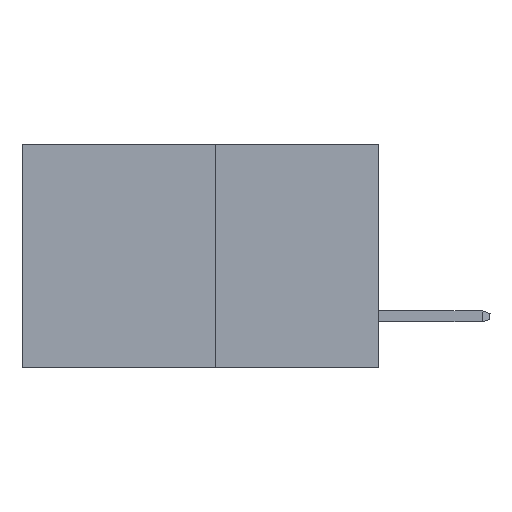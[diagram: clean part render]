
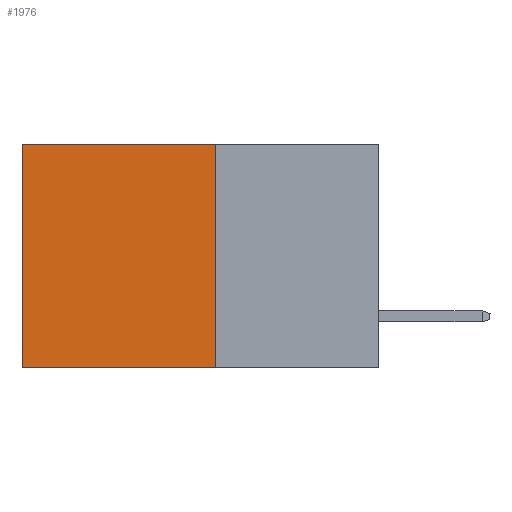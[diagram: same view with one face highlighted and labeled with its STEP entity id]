
A CAD part, left-side view. The second image highlights one B-rep face of the part: STEP entity #1976.
In plain terms, the highlighted planar face has unit normal (-1, 0, 0).
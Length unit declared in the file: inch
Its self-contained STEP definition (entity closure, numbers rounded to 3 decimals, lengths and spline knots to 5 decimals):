
#122 = DIRECTION ( 'NONE',  ( 0., 0., -1. ) ) ;
#164 = EDGE_CURVE ( 'NONE', #3842, #3067, #738, .T. ) ;
#326 = VERTEX_POINT ( 'NONE', #2485 ) ;
#738 = LINE ( 'NONE', #1308, #4462 ) ;
#1136 = LINE ( 'NONE', #7717, #6622 ) ;
#1242 = FACE_OUTER_BOUND ( 'NONE', #1838, .T. ) ;
#1308 = CARTESIAN_POINT ( 'NONE',  ( 0.277, 0.27, -0.37 ) ) ;
#1404 = VERTEX_POINT ( 'NONE', #6140 ) ;
#1838 = EDGE_LOOP ( 'NONE', ( #3982, #5773, #7520, #3619 ) ) ;
#1847 = LINE ( 'NONE', #4318, #3940 ) ;
#1976 = ADVANCED_FACE ( 'NONE', ( #1242 ), #3961, .F. ) ;
#2485 = CARTESIAN_POINT ( 'NONE',  ( 0.277, 0.27, 0. ) ) ;
#3067 = VERTEX_POINT ( 'NONE', #4826 ) ;
#3511 = LINE ( 'NONE', #4130, #5131 ) ;
#3619 = ORIENTED_EDGE ( 'NONE', *, *, #6114, .T. ) ;
#3842 = VERTEX_POINT ( 'NONE', #6707 ) ;
#3940 = VECTOR ( 'NONE', #122, 39.37008 ) ;
#3961 = PLANE ( 'NONE',  #5238 ) ;
#3982 = ORIENTED_EDGE ( 'NONE', *, *, #8180, .T. ) ;
#4130 = CARTESIAN_POINT ( 'NONE',  ( 0.277, 0.27, 0. ) ) ;
#4156 = DIRECTION ( 'NONE',  ( 0., 1., 0. ) ) ;
#4318 = CARTESIAN_POINT ( 'NONE',  ( 0.277, 0.59, -0.37 ) ) ;
#4462 = VECTOR ( 'NONE', #8645, 39.37008 ) ;
#4826 = CARTESIAN_POINT ( 'NONE',  ( 0.277, 0.59, -0.37 ) ) ;
#5131 = VECTOR ( 'NONE', #4156, 39.37008 ) ;
#5238 = AXIS2_PLACEMENT_3D ( 'NONE', #6694, #6704, #5736 ) ;
#5684 = EDGE_CURVE ( 'NONE', #326, #3842, #1136, .T. ) ;
#5736 = DIRECTION ( 'NONE',  ( 0., 0., -1. ) ) ;
#5773 = ORIENTED_EDGE ( 'NONE', *, *, #164, .F. ) ;
#6114 = EDGE_CURVE ( 'NONE', #326, #1404, #3511, .T. ) ;
#6140 = CARTESIAN_POINT ( 'NONE',  ( 0.277, 0.59, 0. ) ) ;
#6622 = VECTOR ( 'NONE', #7658, 39.37008 ) ;
#6694 = CARTESIAN_POINT ( 'NONE',  ( 0.277, 0.27, -0.37 ) ) ;
#6704 = DIRECTION ( 'NONE',  ( 1., 0., 0. ) ) ;
#6707 = CARTESIAN_POINT ( 'NONE',  ( 0.277, 0.27, -0.37 ) ) ;
#7520 = ORIENTED_EDGE ( 'NONE', *, *, #5684, .F. ) ;
#7658 = DIRECTION ( 'NONE',  ( 0., 0., -1. ) ) ;
#7717 = CARTESIAN_POINT ( 'NONE',  ( 0.277, 0.27, -0.37 ) ) ;
#8180 = EDGE_CURVE ( 'NONE', #1404, #3067, #1847, .T. ) ;
#8645 = DIRECTION ( 'NONE',  ( 0., 1., 0. ) ) ;
